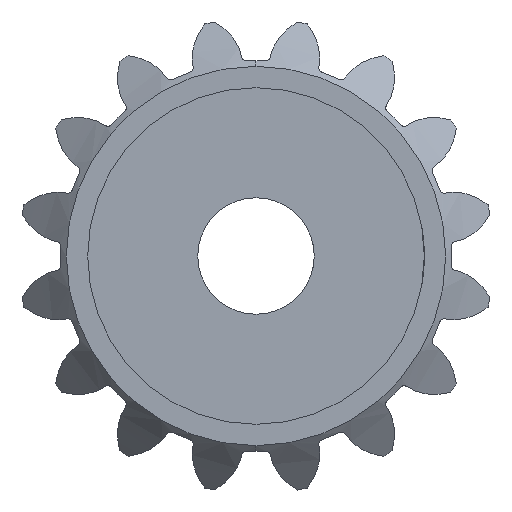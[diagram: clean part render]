
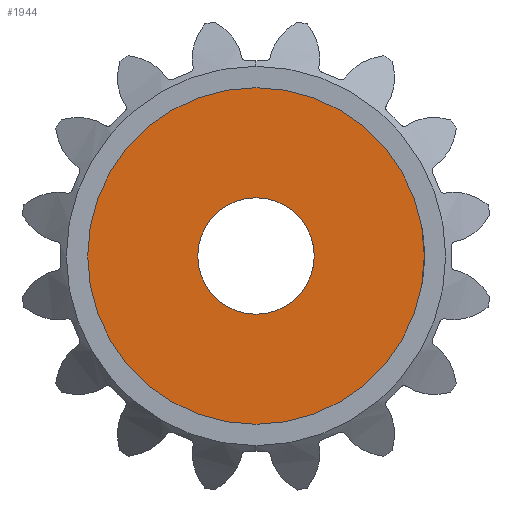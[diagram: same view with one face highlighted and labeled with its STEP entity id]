
A CAD part, left-side view. The second image highlights one B-rep face of the part: STEP entity #1944.
In plain terms, the highlighted planar face has unit normal (-1, 0, 0).
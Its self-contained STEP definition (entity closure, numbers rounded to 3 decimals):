
#74 = CIRCLE ( 'NONE', #3693, 3.2 ) ;
#266 = VERTEX_POINT ( 'NONE', #3256 ) ;
#270 = CARTESIAN_POINT ( 'NONE',  ( -5.824, 10., -9.25 ) ) ;
#371 = VERTEX_POINT ( 'NONE', #3519 ) ;
#412 = EDGE_LOOP ( 'NONE', ( #474, #3726 ) ) ;
#474 = ORIENTED_EDGE ( 'NONE', *, *, #678, .T. ) ;
#522 = EDGE_CURVE ( 'NONE', #266, #2176, #5064, .T. ) ;
#557 = PLANE ( 'NONE',  #2595 ) ;
#678 = EDGE_CURVE ( 'NONE', #2176, #266, #2177, .T. ) ;
#722 = AXIS2_PLACEMENT_3D ( 'NONE', #5050, #3468, #3074 ) ;
#1034 = DIRECTION ( 'NONE',  ( 0., 0., 1. ) ) ;
#1410 = DIRECTION ( 'NONE',  ( -1., 0., 0. ) ) ;
#1742 = EDGE_CURVE ( 'NONE', #5038, #371, #74, .T. ) ;
#1851 = FACE_BOUND ( 'NONE', #1931, .T. ) ;
#1931 = EDGE_LOOP ( 'NONE', ( #1978, #3120 ) ) ;
#1941 = CARTESIAN_POINT ( 'NONE',  ( -5.824, 0., 0. ) ) ;
#1944 = ADVANCED_FACE ( 'NONE', ( #1851, #5094 ), #557, .T. ) ;
#1978 = ORIENTED_EDGE ( 'NONE', *, *, #4032, .T. ) ;
#2176 = VERTEX_POINT ( 'NONE', #3531 ) ;
#2177 = CIRCLE ( 'NONE', #4208, 9.25 ) ;
#2595 = AXIS2_PLACEMENT_3D ( 'NONE', #270, #2666, #5017 ) ;
#2649 = CARTESIAN_POINT ( 'NONE',  ( -5.824, 0., 3.2 ) ) ;
#2666 = DIRECTION ( 'NONE',  ( -1., 0., 0. ) ) ;
#3074 = DIRECTION ( 'NONE',  ( 0., 0., -1. ) ) ;
#3120 = ORIENTED_EDGE ( 'NONE', *, *, #1742, .T. ) ;
#3256 = CARTESIAN_POINT ( 'NONE',  ( -5.824, 0., 9.25 ) ) ;
#3331 = CIRCLE ( 'NONE', #722, 3.2 ) ;
#3468 = DIRECTION ( 'NONE',  ( 1., 0., 0. ) ) ;
#3519 = CARTESIAN_POINT ( 'NONE',  ( -5.824, 0., -3.2 ) ) ;
#3531 = CARTESIAN_POINT ( 'NONE',  ( -5.824, 0., -9.25 ) ) ;
#3549 = DIRECTION ( 'NONE',  ( 0., 0., -1. ) ) ;
#3601 = DIRECTION ( 'NONE',  ( 1., 0., 0. ) ) ;
#3610 = AXIS2_PLACEMENT_3D ( 'NONE', #4828, #4027, #5179 ) ;
#3693 = AXIS2_PLACEMENT_3D ( 'NONE', #1941, #3601, #3549 ) ;
#3726 = ORIENTED_EDGE ( 'NONE', *, *, #522, .T. ) ;
#4027 = DIRECTION ( 'NONE',  ( -1., 0., 0. ) ) ;
#4032 = EDGE_CURVE ( 'NONE', #371, #5038, #3331, .T. ) ;
#4208 = AXIS2_PLACEMENT_3D ( 'NONE', #4294, #1410, #1034 ) ;
#4294 = CARTESIAN_POINT ( 'NONE',  ( -5.824, 0., 0. ) ) ;
#4828 = CARTESIAN_POINT ( 'NONE',  ( -5.824, 0., 0. ) ) ;
#5017 = DIRECTION ( 'NONE',  ( 0., 0., 1. ) ) ;
#5038 = VERTEX_POINT ( 'NONE', #2649 ) ;
#5050 = CARTESIAN_POINT ( 'NONE',  ( -5.824, 0., 0. ) ) ;
#5064 = CIRCLE ( 'NONE', #3610, 9.25 ) ;
#5094 = FACE_OUTER_BOUND ( 'NONE', #412, .T. ) ;
#5179 = DIRECTION ( 'NONE',  ( 0., 0., 1. ) ) ;
